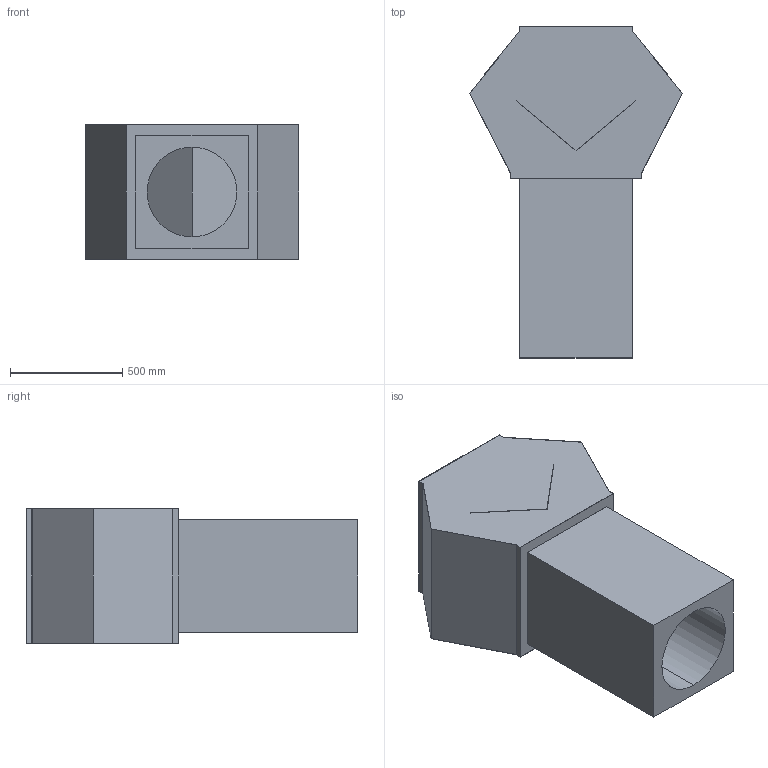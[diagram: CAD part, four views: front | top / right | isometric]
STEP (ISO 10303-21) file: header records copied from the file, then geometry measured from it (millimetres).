
FILE_DESCRIPTION (( 'STEP AP214' ), '1' );
FILE_NAME ('TBHB3.STEP', '2014-06-24T11:48:33', ( '' ), ( '' ), 'SwSTEP 2.0', 'SolidWorks 2014', '' );
FILE_SCHEMA (( 'AUTOMOTIVE_DESIGN' ));
Length unit declared in the file: millimetre
Products named in the file (1): TBHB3
Bounding box: 950 x 1479.77 x 600 mm (x, y, z)
Volume: 104610661.5 mm3; surface area: 8486567.1 mm2
Topology: 1 solids, 1 shells, 44 faces, 114 edges, 76 vertices
Faces by surface type: plane 42, cylinder 2
Entity records: 1558 total; most frequent: CARTESIAN_POINT 235, ORIENTED_EDGE 228, DIRECTION 208, EDGE_CURVE 114, LINE 110, VECTOR 110, VERTEX_POINT 76, EDGE_LOOP 50
